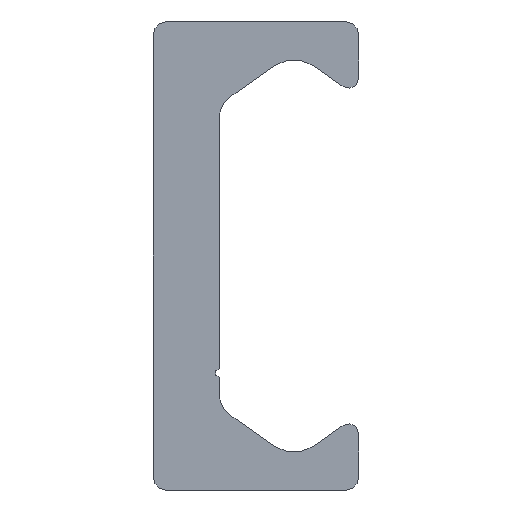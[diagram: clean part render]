
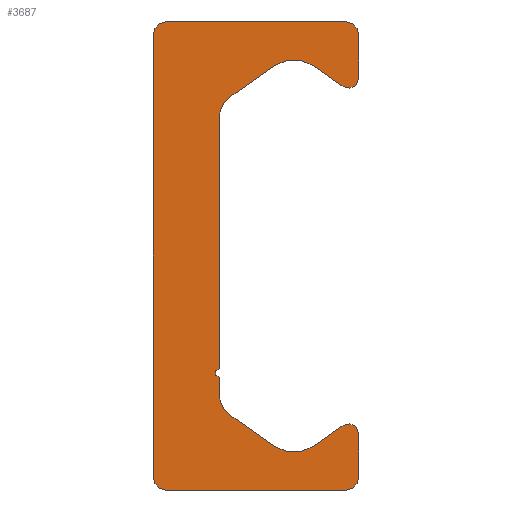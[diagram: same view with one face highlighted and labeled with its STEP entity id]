
A CAD part, left-side view. The second image highlights one B-rep face of the part: STEP entity #3687.
In plain terms, the highlighted planar face has unit normal (-1, 0, 0).
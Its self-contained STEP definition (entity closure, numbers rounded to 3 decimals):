
#2736=CARTESIAN_POINT('',(0.0,5.4,-14.));
#2737=VERTEX_POINT('',#2736);
#2744=CARTESIAN_POINT('',(0.0,6.15,-13.25));
#2745=VERTEX_POINT('',#2744);
#2746=CARTESIAN_POINT('',(0.0,5.4,-13.25));
#2747=DIRECTION('',(1.0,0.0,0.0));
#2748=DIRECTION('',(0.0,0.0,-1.0));
#2749=AXIS2_PLACEMENT_3D('',#2746,#2747,#2748);
#2750=CIRCLE('',#2749,0.75);
#2751=EDGE_CURVE('',#2737,#2745,#2750,.T.);
#2775=CARTESIAN_POINT('',(0.0,-5.4,-14.));
#2776=VERTEX_POINT('',#2775);
#2783=CARTESIAN_POINT('',(0.0,-5.4,-14.));
#2784=DIRECTION('',(0.0,1.0,0.0));
#2785=VECTOR('',#2784,10.8);
#2786=LINE('',#2783,#2785);
#2787=EDGE_CURVE('',#2776,#2737,#2786,.T.);
#2807=CARTESIAN_POINT('',(0.0,-6.15,-13.25));
#2808=VERTEX_POINT('',#2807);
#2815=CARTESIAN_POINT('',(0.0,-5.4,-13.25));
#2816=DIRECTION('',(1.0,0.0,0.0));
#2817=DIRECTION('',(0.0,-1.0,0.0));
#2818=AXIS2_PLACEMENT_3D('',#2815,#2816,#2817);
#2819=CIRCLE('',#2818,0.75);
#2820=EDGE_CURVE('',#2808,#2776,#2819,.T.);
#2839=CARTESIAN_POINT('',(0.0,-6.15,-10.63));
#2840=VERTEX_POINT('',#2839);
#2847=CARTESIAN_POINT('',(0.0,-6.15,-10.63));
#2848=DIRECTION('',(0.0,0.0,-1.0));
#2849=VECTOR('',#2848,2.62);
#2850=LINE('',#2847,#2849);
#2851=EDGE_CURVE('',#2840,#2808,#2850,.T.);
#2871=CARTESIAN_POINT('',(0.0,-5.206,-10.139));
#2872=VERTEX_POINT('',#2871);
#2879=CARTESIAN_POINT('',(0.0,-5.55,-10.63));
#2880=DIRECTION('',(1.0,0.0,0.0));
#2881=DIRECTION('',(0.0,0.574,0.819));
#2882=AXIS2_PLACEMENT_3D('',#2879,#2880,#2881);
#2883=CIRCLE('',#2882,0.6);
#2884=EDGE_CURVE('',#2872,#2840,#2883,.T.);
#2903=CARTESIAN_POINT('',(0.0,-3.417,-11.391));
#2904=VERTEX_POINT('',#2903);
#2911=CARTESIAN_POINT('',(0.0,-3.417,-11.391));
#2912=DIRECTION('',(0.0,-0.819,0.574));
#2913=VECTOR('',#2912,2.184);
#2914=LINE('',#2911,#2913);
#2915=EDGE_CURVE('',#2904,#2872,#2914,.T.);
#2935=CARTESIAN_POINT('',(0.0,-1.123,-11.391));
#2936=VERTEX_POINT('',#2935);
#2943=CARTESIAN_POINT('',(0.0,-2.27,-9.753));
#2944=DIRECTION('',(-1.0,0.0,0.0));
#2945=DIRECTION('',(0.0,0.574,0.819));
#2946=AXIS2_PLACEMENT_3D('',#2943,#2944,#2945);
#2947=CIRCLE('',#2946,2.0);
#2948=EDGE_CURVE('',#2936,#2904,#2947,.T.);
#2967=CARTESIAN_POINT('',(0.0,1.56,-9.512));
#2968=VERTEX_POINT('',#2967);
#2975=CARTESIAN_POINT('',(0.0,1.56,-9.512));
#2976=DIRECTION('',(0.0,-0.819,-0.574));
#2977=VECTOR('',#2976,3.276);
#2978=LINE('',#2975,#2977);
#2979=EDGE_CURVE('',#2968,#2936,#2978,.T.);
#2999=CARTESIAN_POINT('',(0.0,2.2,-8.283));
#3000=VERTEX_POINT('',#2999);
#3007=CARTESIAN_POINT('',(0.0,0.7,-8.283));
#3008=DIRECTION('',(-1.0,0.0,0.0));
#3009=DIRECTION('',(0.0,-0.574,0.819));
#3010=AXIS2_PLACEMENT_3D('',#3007,#3008,#3009);
#3011=CIRCLE('',#3010,1.5);
#3012=EDGE_CURVE('',#3000,#2968,#3011,.T.);
#3031=CARTESIAN_POINT('',(0.0,2.2,-7.25));
#3032=VERTEX_POINT('',#3031);
#3039=CARTESIAN_POINT('',(0.0,2.2,-7.25));
#3040=DIRECTION('',(0.0,0.0,-1.0));
#3041=VECTOR('',#3040,1.033);
#3042=LINE('',#3039,#3041);
#3043=EDGE_CURVE('',#3032,#3000,#3042,.T.);
#3063=CARTESIAN_POINT('',(0.0,2.2,-6.75));
#3064=VERTEX_POINT('',#3063);
#3071=CARTESIAN_POINT('',(0.0,2.2,-7.));
#3072=DIRECTION('',(-1.0,0.0,0.0));
#3073=DIRECTION('',(0.0,0.0,1.0));
#3074=AXIS2_PLACEMENT_3D('',#3071,#3072,#3073);
#3075=CIRCLE('',#3074,0.25);
#3076=EDGE_CURVE('',#3064,#3032,#3075,.T.);
#3095=CARTESIAN_POINT('',(0.0,2.2,8.283));
#3096=VERTEX_POINT('',#3095);
#3103=CARTESIAN_POINT('',(0.0,2.2,8.283));
#3104=DIRECTION('',(0.0,0.0,-1.0));
#3105=VECTOR('',#3104,15.033);
#3106=LINE('',#3103,#3105);
#3107=EDGE_CURVE('',#3096,#3064,#3106,.T.);
#3244=CARTESIAN_POINT('',(0.0,1.56,9.512));
#3245=VERTEX_POINT('',#3244);
#3252=CARTESIAN_POINT('',(0.0,0.7,8.283));
#3253=DIRECTION('',(-1.0,0.0,0.0));
#3254=DIRECTION('',(0.0,-1.0,0.0));
#3255=AXIS2_PLACEMENT_3D('',#3252,#3253,#3254);
#3256=CIRCLE('',#3255,1.5);
#3257=EDGE_CURVE('',#3245,#3096,#3256,.T.);
#3276=CARTESIAN_POINT('',(0.0,-1.123,11.391));
#3277=VERTEX_POINT('',#3276);
#3284=CARTESIAN_POINT('',(0.0,-1.123,11.391));
#3285=DIRECTION('',(0.0,0.819,-0.574));
#3286=VECTOR('',#3285,3.276);
#3287=LINE('',#3284,#3286);
#3288=EDGE_CURVE('',#3277,#3245,#3287,.T.);
#3308=CARTESIAN_POINT('',(0.0,-3.417,11.391));
#3309=VERTEX_POINT('',#3308);
#3316=CARTESIAN_POINT('',(0.0,-2.27,9.753));
#3317=DIRECTION('',(-1.0,0.0,0.0));
#3318=DIRECTION('',(0.0,-0.574,-0.819));
#3319=AXIS2_PLACEMENT_3D('',#3316,#3317,#3318);
#3320=CIRCLE('',#3319,2.0);
#3321=EDGE_CURVE('',#3309,#3277,#3320,.T.);
#3340=CARTESIAN_POINT('',(0.0,-5.206,10.139));
#3341=VERTEX_POINT('',#3340);
#3348=CARTESIAN_POINT('',(0.0,-5.206,10.139));
#3349=DIRECTION('',(0.0,0.819,0.574));
#3350=VECTOR('',#3349,2.184);
#3351=LINE('',#3348,#3350);
#3352=EDGE_CURVE('',#3341,#3309,#3351,.T.);
#3372=CARTESIAN_POINT('',(0.0,-6.15,10.63));
#3373=VERTEX_POINT('',#3372);
#3380=CARTESIAN_POINT('',(0.0,-5.55,10.63));
#3381=DIRECTION('',(1.0,0.0,0.0));
#3382=DIRECTION('',(0.0,-1.0,0.0));
#3383=AXIS2_PLACEMENT_3D('',#3380,#3381,#3382);
#3384=CIRCLE('',#3383,0.6);
#3385=EDGE_CURVE('',#3373,#3341,#3384,.T.);
#3404=CARTESIAN_POINT('',(0.0,-6.15,13.25));
#3405=VERTEX_POINT('',#3404);
#3412=CARTESIAN_POINT('',(0.0,-6.15,13.25));
#3413=DIRECTION('',(0.0,0.0,-1.0));
#3414=VECTOR('',#3413,2.62);
#3415=LINE('',#3412,#3414);
#3416=EDGE_CURVE('',#3405,#3373,#3415,.T.);
#3436=CARTESIAN_POINT('',(0.0,-5.4,14.));
#3437=VERTEX_POINT('',#3436);
#3444=CARTESIAN_POINT('',(0.0,-5.4,13.25));
#3445=DIRECTION('',(1.0,0.0,0.0));
#3446=DIRECTION('',(0.0,0.0,1.0));
#3447=AXIS2_PLACEMENT_3D('',#3444,#3445,#3446);
#3448=CIRCLE('',#3447,0.75);
#3449=EDGE_CURVE('',#3437,#3405,#3448,.T.);
#3468=CARTESIAN_POINT('',(0.0,5.4,14.));
#3469=VERTEX_POINT('',#3468);
#3476=CARTESIAN_POINT('',(0.0,5.4,14.));
#3477=DIRECTION('',(0.0,-1.0,0.0));
#3478=VECTOR('',#3477,10.8);
#3479=LINE('',#3476,#3478);
#3480=EDGE_CURVE('',#3469,#3437,#3479,.T.);
#3500=CARTESIAN_POINT('',(0.0,6.15,13.25));
#3501=VERTEX_POINT('',#3500);
#3508=CARTESIAN_POINT('',(0.0,5.4,13.25));
#3509=DIRECTION('',(1.0,0.0,0.0));
#3510=DIRECTION('',(0.0,1.0,0.0));
#3511=AXIS2_PLACEMENT_3D('',#3508,#3509,#3510);
#3512=CIRCLE('',#3511,0.75);
#3513=EDGE_CURVE('',#3501,#3469,#3512,.T.);
#3531=CARTESIAN_POINT('',(0.0,6.15,-13.25));
#3532=DIRECTION('',(0.0,0.0,1.0));
#3533=VECTOR('',#3532,26.5);
#3534=LINE('',#3531,#3533);
#3535=EDGE_CURVE('',#2745,#3501,#3534,.T.);
#3658=CARTESIAN_POINT('',(0.0,1.352,-0.021));
#3659=DIRECTION('',(1.0,0.0,0.0));
#3660=DIRECTION('',(0.0,0.0,-1.0));
#3661=AXIS2_PLACEMENT_3D('',#3658,#3659,#3660);
#3662=PLANE('',#3661);
#3663=ORIENTED_EDGE('',*,*,#3535,.F.);
#3664=ORIENTED_EDGE('',*,*,#2751,.F.);
#3665=ORIENTED_EDGE('',*,*,#2787,.F.);
#3666=ORIENTED_EDGE('',*,*,#2820,.F.);
#3667=ORIENTED_EDGE('',*,*,#2851,.F.);
#3668=ORIENTED_EDGE('',*,*,#2884,.F.);
#3669=ORIENTED_EDGE('',*,*,#2915,.F.);
#3670=ORIENTED_EDGE('',*,*,#2948,.F.);
#3671=ORIENTED_EDGE('',*,*,#2979,.F.);
#3672=ORIENTED_EDGE('',*,*,#3012,.F.);
#3673=ORIENTED_EDGE('',*,*,#3043,.F.);
#3674=ORIENTED_EDGE('',*,*,#3076,.F.);
#3675=ORIENTED_EDGE('',*,*,#3107,.F.);
#3676=ORIENTED_EDGE('',*,*,#3257,.F.);
#3677=ORIENTED_EDGE('',*,*,#3288,.F.);
#3678=ORIENTED_EDGE('',*,*,#3321,.F.);
#3679=ORIENTED_EDGE('',*,*,#3352,.F.);
#3680=ORIENTED_EDGE('',*,*,#3385,.F.);
#3681=ORIENTED_EDGE('',*,*,#3416,.F.);
#3682=ORIENTED_EDGE('',*,*,#3449,.F.);
#3683=ORIENTED_EDGE('',*,*,#3480,.F.);
#3684=ORIENTED_EDGE('',*,*,#3513,.F.);
#3685=EDGE_LOOP('',(#3663,#3664,#3665,#3666,#3667,#3668,#3669,#3670,#3671,#3672,#3673,#3674,#3675,#3676,#3677,#3678,#3679,#3680,#3681,#3682,#3683,#3684));
#3686=FACE_OUTER_BOUND('',#3685,.T.);
#3687=ADVANCED_FACE('',(#3686),#3662,.F.);
